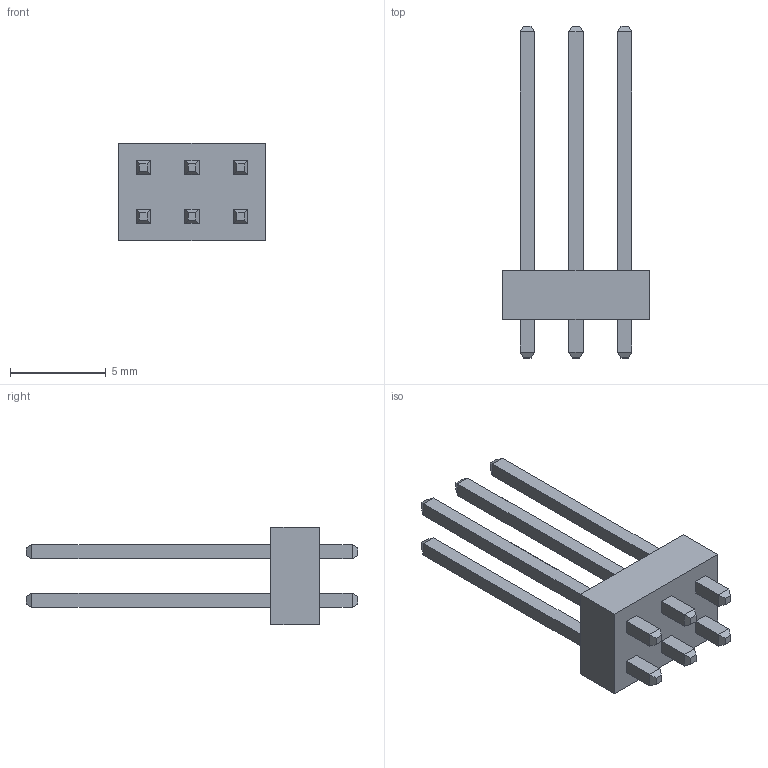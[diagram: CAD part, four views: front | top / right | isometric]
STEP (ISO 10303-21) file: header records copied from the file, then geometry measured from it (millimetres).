
FILE_DESCRIPTION (( 'STEP AP214' ), '1' );
FILE_NAME ( 'HDRV6W74P254_3X2_762X508H1529.step', '2019-12-04T15:08:01', ( '' ), ( '' ), 'Part was generated with the free Library Expert Lite available at www.PCBLibraries.com. Removing line will violate the End User License Agreement.', '©2017 PCB Libraries, Inc.', '' );
FILE_SCHEMA (( 'AUTOMOTIVE_DESIGN' ));
Length unit declared in the file: millimetre
Products named in the file (1): HDRV6W74P254_3X2_762X508H1529
Bounding box: 7.62 x 17.29 x 5.08 mm (x, y, z)
Volume: 146 mm3; surface area: 411.1 mm2
Topology: 13 solids, 13 shells, 126 faces, 252 edges, 152 vertices
Faces by surface type: plane 126
Entity records: 3568 total; most frequent: CARTESIAN_POINT 531, DIRECTION 506, ORIENTED_EDGE 504, VECTOR 252, LINE 252, EDGE_CURVE 252, VERTEX_POINT 152, STYLED_ITEM 140
